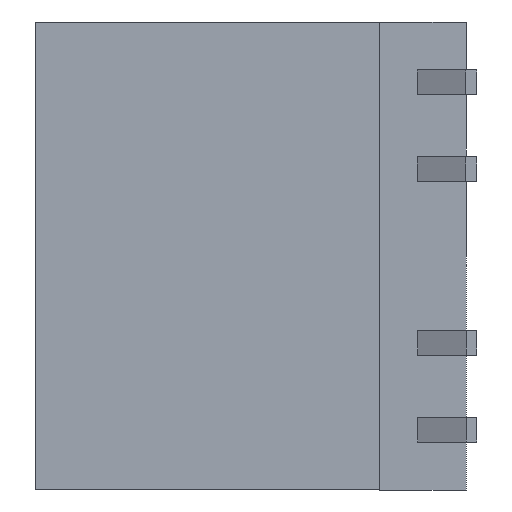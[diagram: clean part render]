
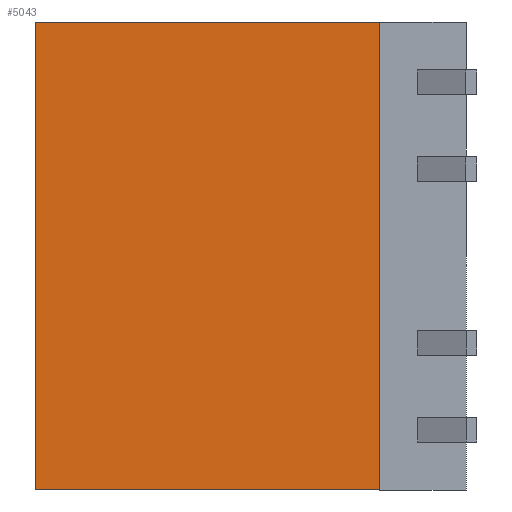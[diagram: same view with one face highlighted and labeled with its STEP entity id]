
A CAD part, left-side view. The second image highlights one B-rep face of the part: STEP entity #5043.
In plain terms, the highlighted planar face has unit normal (-1, 0, 0).
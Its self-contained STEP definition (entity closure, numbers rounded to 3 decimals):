
#906 = CARTESIAN_POINT ( 'NONE',  ( -6.49, 2.5, 6.72 ) ) ;
#1219 = CARTESIAN_POINT ( 'NONE',  ( -6.49, 2.5, 6.72 ) ) ;
#1239 = VERTEX_POINT ( 'NONE', #906 ) ;
#1959 = DIRECTION ( 'NONE',  ( 0., 0., 1. ) ) ;
#2086 = CARTESIAN_POINT ( 'NONE',  ( -6.49, 12.4, 6.73 ) ) ;
#3176 = CARTESIAN_POINT ( 'NONE',  ( -6.49, 12.4, 6.72 ) ) ;
#3485 = LINE ( 'NONE', #5336, #11720 ) ;
#3505 = EDGE_CURVE ( 'NONE', #8187, #11533, #3485, .T. ) ;
#3601 = CARTESIAN_POINT ( 'NONE',  ( -6.49, 2.5, -6.72 ) ) ;
#4977 = VECTOR ( 'NONE', #12923, 1000. ) ;
#5043 = ADVANCED_FACE ( 'NONE', ( #7341 ), #16663, .T. ) ;
#5051 = DIRECTION ( 'NONE',  ( 0., 0., 1. ) ) ;
#5241 = VECTOR ( 'NONE', #7531, 1000. ) ;
#5336 = CARTESIAN_POINT ( 'NONE',  ( -6.49, 2.5, -6.72 ) ) ;
#5945 = EDGE_LOOP ( 'NONE', ( #13352, #16270, #6838, #9816 ) ) ;
#6838 = ORIENTED_EDGE ( 'NONE', *, *, #16945, .F. ) ;
#7341 = FACE_OUTER_BOUND ( 'NONE', #5945, .T. ) ;
#7531 = DIRECTION ( 'NONE',  ( 0., 0., 1. ) ) ;
#8187 = VERTEX_POINT ( 'NONE', #16940 ) ;
#9816 = ORIENTED_EDGE ( 'NONE', *, *, #3505, .F. ) ;
#10141 = EDGE_CURVE ( 'NONE', #8187, #1239, #16431, .T. ) ;
#10449 = CARTESIAN_POINT ( 'NONE',  ( -6.49, 2.5, -6.72 ) ) ;
#11533 = VERTEX_POINT ( 'NONE', #14955 ) ;
#11720 = VECTOR ( 'NONE', #17016, 1000. ) ;
#12038 = VECTOR ( 'NONE', #1959, 1000. ) ;
#12486 = AXIS2_PLACEMENT_3D ( 'NONE', #3601, #13814, #5051 ) ;
#12507 = LINE ( 'NONE', #2086, #12038 ) ;
#12761 = LINE ( 'NONE', #1219, #4977 ) ;
#12923 = DIRECTION ( 'NONE',  ( 0., -1., 0. ) ) ;
#13182 = EDGE_CURVE ( 'NONE', #16049, #1239, #12761, .T. ) ;
#13352 = ORIENTED_EDGE ( 'NONE', *, *, #10141, .T. ) ;
#13814 = DIRECTION ( 'NONE',  ( -1., 0., 0. ) ) ;
#14955 = CARTESIAN_POINT ( 'NONE',  ( -6.49, 12.4, -6.72 ) ) ;
#16049 = VERTEX_POINT ( 'NONE', #3176 ) ;
#16270 = ORIENTED_EDGE ( 'NONE', *, *, #13182, .F. ) ;
#16431 = LINE ( 'NONE', #10449, #5241 ) ;
#16663 = PLANE ( 'NONE',  #12486 ) ;
#16940 = CARTESIAN_POINT ( 'NONE',  ( -6.49, 2.5, -6.72 ) ) ;
#16945 = EDGE_CURVE ( 'NONE', #11533, #16049, #12507, .T. ) ;
#17016 = DIRECTION ( 'NONE',  ( 0., 1., 0. ) ) ;
